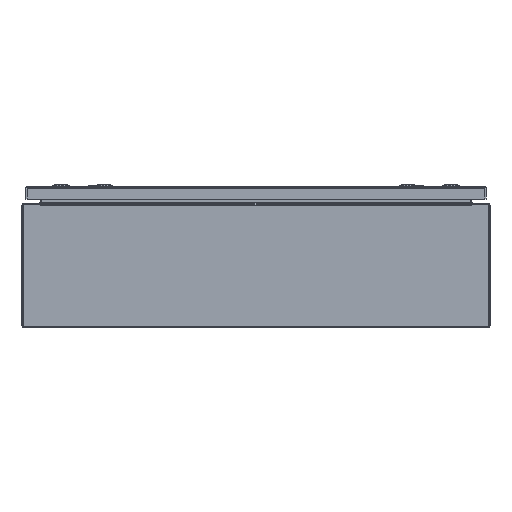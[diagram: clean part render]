
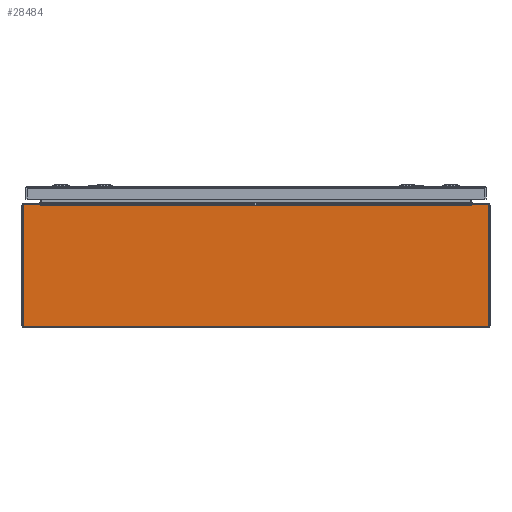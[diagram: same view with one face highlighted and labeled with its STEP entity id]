
A CAD part, front view. The second image highlights one B-rep face of the part: STEP entity #28484.
In plain terms, the highlighted planar face has unit normal (0, -1, 0).
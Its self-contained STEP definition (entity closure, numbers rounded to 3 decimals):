
#990 = LINE ( 'NONE', #50019, #146761 ) ;
#2820 = LINE ( 'NONE', #51828, #129473 ) ;
#3129 = CIRCLE ( 'NONE', #121126, 0.08 ) ;
#6712 = ORIENTED_EDGE ( 'NONE', *, *, #12909, .F. ) ;
#7646 = CARTESIAN_POINT ( 'NONE',  ( -14.937, -18., 0. ) ) ;
#8928 = CARTESIAN_POINT ( 'NONE',  ( -13.814, -18., 3.855 ) ) ;
#9336 = DIRECTION ( 'NONE',  ( 0., 0., -1. ) ) ;
#9530 = VECTOR ( 'NONE', #72788, 39.37 ) ;
#9754 = CARTESIAN_POINT ( 'NONE',  ( 14.857, -18., 3.937 ) ) ;
#10185 = LINE ( 'NONE', #133858, #9530 ) ;
#12909 = EDGE_CURVE ( 'NONE', #128380, #74054, #119543, .T. ) ;
#15154 = CARTESIAN_POINT ( 'NONE',  ( -14.937, -18., -3.857 ) ) ;
#17662 = DIRECTION ( 'NONE',  ( -1., 0., 0. ) ) ;
#20440 = DIRECTION ( 'NONE',  ( 0., 0., -1. ) ) ;
#23561 = DIRECTION ( 'NONE',  ( 0., 1., 0. ) ) ;
#24162 = CARTESIAN_POINT ( 'NONE',  ( 14.937, -18., -3.857 ) ) ;
#25160 = DIRECTION ( 'NONE',  ( 0., 0., -1. ) ) ;
#28262 = VERTEX_POINT ( 'NONE', #15154 ) ;
#28484 = ADVANCED_FACE ( 'NONE', ( #133692 ), #121636, .T. ) ;
#28918 = ORIENTED_EDGE ( 'NONE', *, *, #42700, .T. ) ;
#29169 = LINE ( 'NONE', #116700, #40249 ) ;
#29834 = AXIS2_PLACEMENT_3D ( 'NONE', #96929, #37463, #47137 ) ;
#34472 = CARTESIAN_POINT ( 'NONE',  ( 14.857, -18., -3.937 ) ) ;
#37463 = DIRECTION ( 'NONE',  ( 0., 1., 0. ) ) ;
#37975 = DIRECTION ( 'NONE',  ( -1., 0., 0. ) ) ;
#38794 = EDGE_CURVE ( 'NONE', #117755, #54294, #77912, .T. ) ;
#40249 = VECTOR ( 'NONE', #106219, 39.37 ) ;
#42568 = CARTESIAN_POINT ( 'NONE',  ( -13.814, -18., 3.855 ) ) ;
#42700 = EDGE_CURVE ( 'NONE', #128380, #117755, #72572, .T. ) ;
#44351 = CARTESIAN_POINT ( 'NONE',  ( -14.937, -18., 3.857 ) ) ;
#45210 = AXIS2_PLACEMENT_3D ( 'NONE', #94340, #67841, #20440 ) ;
#45510 = CARTESIAN_POINT ( 'NONE',  ( -13.828, -18., 3.937 ) ) ;
#47137 = DIRECTION ( 'NONE',  ( 0., 0., -1. ) ) ;
#47474 = DIRECTION ( 'NONE',  ( -0.174, 0., 0.985 ) ) ;
#47828 = VERTEX_POINT ( 'NONE', #44351 ) ;
#48317 = CARTESIAN_POINT ( 'NONE',  ( 13.828, -18., 3.937 ) ) ;
#50019 = CARTESIAN_POINT ( 'NONE',  ( 0., -18., 3.855 ) ) ;
#51828 = CARTESIAN_POINT ( 'NONE',  ( 0., -18., -3.937 ) ) ;
#54294 = VERTEX_POINT ( 'NONE', #130656 ) ;
#56329 = ORIENTED_EDGE ( 'NONE', *, *, #122613, .T. ) ;
#56663 = DIRECTION ( 'NONE',  ( 0., 0., 1. ) ) ;
#57700 = DIRECTION ( 'NONE',  ( 1., 0., 0. ) ) ;
#59924 = EDGE_CURVE ( 'NONE', #74054, #60483, #3129, .T. ) ;
#60427 = VERTEX_POINT ( 'NONE', #42568 ) ;
#60483 = VERTEX_POINT ( 'NONE', #115679 ) ;
#67841 = DIRECTION ( 'NONE',  ( 0., 1., 0. ) ) ;
#68785 = DIRECTION ( 'NONE',  ( 0., 1., 0. ) ) ;
#69196 = LINE ( 'NONE', #8928, #157664 ) ;
#70377 = CARTESIAN_POINT ( 'NONE',  ( 14.857, -18., -3.857 ) ) ;
#70467 = EDGE_LOOP ( 'NONE', ( #113778, #108199, #120904, #96619, #155847, #113614, #101842, #104292, #6712, #28918, #146856, #56329, #133347, #73271 ) ) ;
#71315 = VERTEX_POINT ( 'NONE', #24162 ) ;
#72572 = LINE ( 'NONE', #97512, #148241 ) ;
#72788 = DIRECTION ( 'NONE',  ( 0., 0., -1. ) ) ;
#73271 = ORIENTED_EDGE ( 'NONE', *, *, #112329, .T. ) ;
#74054 = VERTEX_POINT ( 'NONE', #9754 ) ;
#77912 = LINE ( 'NONE', #126119, #89113 ) ;
#80405 = VERTEX_POINT ( 'NONE', #145838 ) ;
#85870 = AXIS2_PLACEMENT_3D ( 'NONE', #107213, #157772, #145745 ) ;
#85976 = EDGE_CURVE ( 'NONE', #107446, #28262, #101723, .T. ) ;
#86617 = EDGE_CURVE ( 'NONE', #80405, #129996, #29169, .T. ) ;
#89113 = VECTOR ( 'NONE', #17662, 39.37 ) ;
#90319 = CIRCLE ( 'NONE', #110866, 0.08 ) ;
#91047 = VERTEX_POINT ( 'NONE', #100661 ) ;
#91400 = CIRCLE ( 'NONE', #45210, 0.08 ) ;
#92597 = EDGE_CURVE ( 'NONE', #60483, #71315, #10185, .T. ) ;
#94340 = CARTESIAN_POINT ( 'NONE',  ( -14.857, -18., 3.857 ) ) ;
#96619 = ORIENTED_EDGE ( 'NONE', *, *, #85976, .F. ) ;
#96929 = CARTESIAN_POINT ( 'NONE',  ( -14.857, -18., -3.857 ) ) ;
#97512 = CARTESIAN_POINT ( 'NONE',  ( 13.828, -18., 3.937 ) ) ;
#100661 = CARTESIAN_POINT ( 'NONE',  ( -13.798, -18., 3.855 ) ) ;
#100827 = DIRECTION ( 'NONE',  ( -1., 0., 0. ) ) ;
#101723 = CIRCLE ( 'NONE', #29834, 0.08 ) ;
#101842 = ORIENTED_EDGE ( 'NONE', *, *, #92597, .F. ) ;
#103915 = EDGE_CURVE ( 'NONE', #71315, #113802, #90319, .T. ) ;
#104292 = ORIENTED_EDGE ( 'NONE', *, *, #59924, .F. ) ;
#105894 = CARTESIAN_POINT ( 'NONE',  ( 0., -18., 3.937 ) ) ;
#106219 = DIRECTION ( 'NONE',  ( 1., 0., 0. ) ) ;
#107213 = CARTESIAN_POINT ( 'NONE',  ( 0., -18., 0. ) ) ;
#107446 = VERTEX_POINT ( 'NONE', #132476 ) ;
#108199 = ORIENTED_EDGE ( 'NONE', *, *, #115247, .F. ) ;
#108339 = LINE ( 'NONE', #121187, #140910 ) ;
#109013 = EDGE_CURVE ( 'NONE', #28262, #47828, #153835, .T. ) ;
#110866 = AXIS2_PLACEMENT_3D ( 'NONE', #70377, #68785, #9336 ) ;
#112329 = EDGE_CURVE ( 'NONE', #60427, #129996, #69196, .T. ) ;
#112980 = EDGE_CURVE ( 'NONE', #113802, #107446, #2820, .T. ) ;
#113614 = ORIENTED_EDGE ( 'NONE', *, *, #103915, .F. ) ;
#113778 = ORIENTED_EDGE ( 'NONE', *, *, #86617, .F. ) ;
#113802 = VERTEX_POINT ( 'NONE', #34472 ) ;
#115247 = EDGE_CURVE ( 'NONE', #47828, #80405, #91400, .T. ) ;
#115679 = CARTESIAN_POINT ( 'NONE',  ( 14.937, -18., 3.857 ) ) ;
#116654 = VECTOR ( 'NONE', #56663, 39.37 ) ;
#116700 = CARTESIAN_POINT ( 'NONE',  ( 0., -18., 3.937 ) ) ;
#117755 = VERTEX_POINT ( 'NONE', #153466 ) ;
#119543 = LINE ( 'NONE', #105894, #142111 ) ;
#120904 = ORIENTED_EDGE ( 'NONE', *, *, #109013, .F. ) ;
#121126 = AXIS2_PLACEMENT_3D ( 'NONE', #135213, #23561, #25160 ) ;
#121187 = CARTESIAN_POINT ( 'NONE',  ( 0., -18., 3.855 ) ) ;
#121636 = PLANE ( 'NONE',  #85870 ) ;
#122613 = EDGE_CURVE ( 'NONE', #54294, #91047, #108339, .T. ) ;
#126119 = CARTESIAN_POINT ( 'NONE',  ( 13.806, -18., 3.855 ) ) ;
#128380 = VERTEX_POINT ( 'NONE', #48317 ) ;
#129473 = VECTOR ( 'NONE', #100827, 39.37 ) ;
#129996 = VERTEX_POINT ( 'NONE', #45510 ) ;
#130656 = CARTESIAN_POINT ( 'NONE',  ( 13.798, -18., 3.855 ) ) ;
#132476 = CARTESIAN_POINT ( 'NONE',  ( -14.857, -18., -3.937 ) ) ;
#133347 = ORIENTED_EDGE ( 'NONE', *, *, #144884, .T. ) ;
#133692 = FACE_OUTER_BOUND ( 'NONE', #70467, .T. ) ;
#133858 = CARTESIAN_POINT ( 'NONE',  ( 14.937, -18., 0. ) ) ;
#135213 = CARTESIAN_POINT ( 'NONE',  ( 14.857, -18., 3.857 ) ) ;
#140910 = VECTOR ( 'NONE', #158113, 39.37 ) ;
#142111 = VECTOR ( 'NONE', #57700, 39.37 ) ;
#144884 = EDGE_CURVE ( 'NONE', #91047, #60427, #990, .T. ) ;
#145745 = DIRECTION ( 'NONE',  ( 0., 0., -1. ) ) ;
#145838 = CARTESIAN_POINT ( 'NONE',  ( -14.857, -18., 3.937 ) ) ;
#146480 = DIRECTION ( 'NONE',  ( -0.174, 0., -0.985 ) ) ;
#146761 = VECTOR ( 'NONE', #37975, 39.37 ) ;
#146856 = ORIENTED_EDGE ( 'NONE', *, *, #38794, .T. ) ;
#148241 = VECTOR ( 'NONE', #146480, 39.37 ) ;
#153466 = CARTESIAN_POINT ( 'NONE',  ( 13.814, -18., 3.855 ) ) ;
#153835 = LINE ( 'NONE', #7646, #116654 ) ;
#155847 = ORIENTED_EDGE ( 'NONE', *, *, #112980, .F. ) ;
#157664 = VECTOR ( 'NONE', #47474, 39.37 ) ;
#157772 = DIRECTION ( 'NONE',  ( 0., -1., 0. ) ) ;
#158113 = DIRECTION ( 'NONE',  ( -1., 0., 0. ) ) ;
